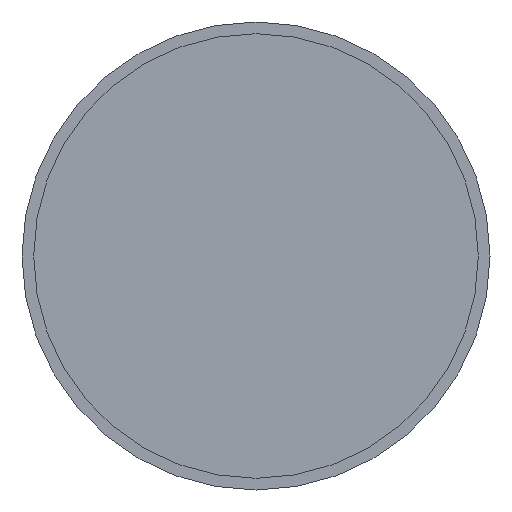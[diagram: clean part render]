
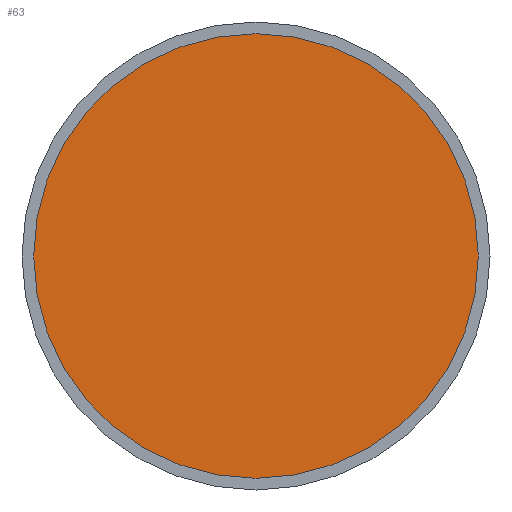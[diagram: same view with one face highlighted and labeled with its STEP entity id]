
A CAD part, front view. The second image highlights one B-rep face of the part: STEP entity #63.
In plain terms, the highlighted planar face has unit normal (0, -1, 0).
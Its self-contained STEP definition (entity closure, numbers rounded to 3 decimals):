
#63 = ADVANCED_FACE( '', ( #140 ), #141, .F. );
#140 = FACE_OUTER_BOUND( '', #238, .T. );
#141 = PLANE( '', #239 );
#238 = EDGE_LOOP( '', ( #384 ) );
#239 = AXIS2_PLACEMENT_3D( '', #385, #386, #387 );
#384 = ORIENTED_EDGE( '', *, *, #530, .T. );
#385 = CARTESIAN_POINT( '', ( 38., 3., 0. ) );
#386 = DIRECTION( '', ( 0., 1., 0. ) );
#387 = DIRECTION( '', ( 0., 0., 1. ) );
#530 = EDGE_CURVE( '', #605, #605, #606, .T. );
#605 = VERTEX_POINT( '', #695 );
#606 = CIRCLE( '', #696, 38. );
#695 = CARTESIAN_POINT( '', ( 0., 3., -38. ) );
#696 = AXIS2_PLACEMENT_3D( '', #787, #788, #789 );
#787 = CARTESIAN_POINT( '', ( 0., 3., 0. ) );
#788 = DIRECTION( '', ( 0., -1., 0. ) );
#789 = DIRECTION( '', ( 0., 0., -1. ) );
